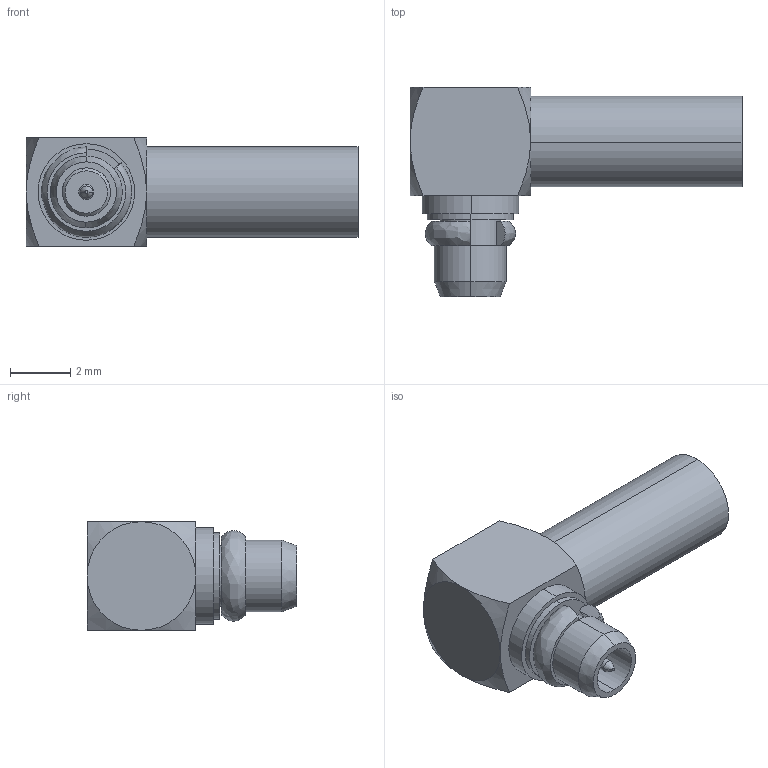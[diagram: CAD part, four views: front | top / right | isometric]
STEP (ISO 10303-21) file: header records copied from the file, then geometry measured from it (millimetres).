
FILE_DESCRIPTION (( 'STEP AP203' ), '1' );
FILE_NAME ('MMMR10G178-A169.STEP', '2025-03-11T07:01:56', ( '' ), ( '' ), 'SwSTEP 2.0', 'SolidWorks 2022', '' );
FILE_SCHEMA (( 'CONFIG_CONTROL_DESIGN' ));
Length unit declared in the file: millimetre
Products named in the file (1): MMMR10G178-A169
Bounding box: 11 x 6.95 x 3.6 mm (x, y, z)
Volume: 112.7 mm3; surface area: 204.1 mm2
Topology: 2 solids, 2 shells, 270 faces, 754 edges, 497 vertices
Faces by surface type: plane 159, cylinder 90, cone 20, bspline 1
Entity records: 9036 total; most frequent: CARTESIAN_POINT 1996, ORIENTED_EDGE 1508, DIRECTION 1411, EDGE_CURVE 754, VERTEX_POINT 497, AXIS2_PLACEMENT_3D 475, LINE 461, VECTOR 461
